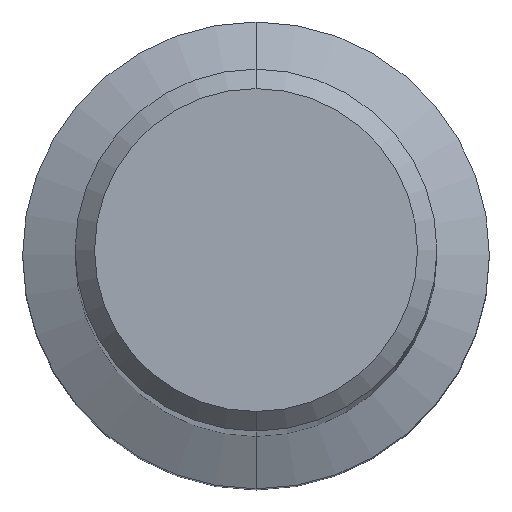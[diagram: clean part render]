
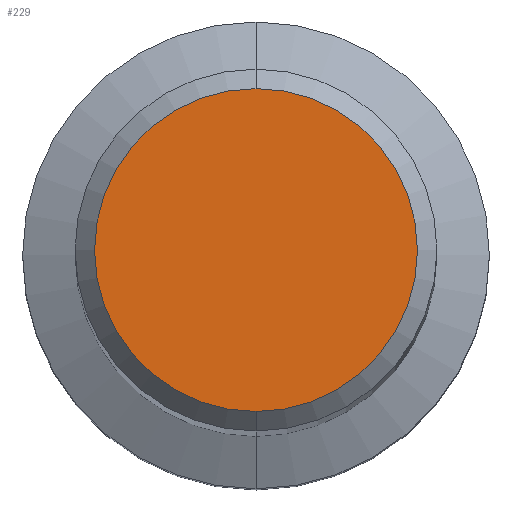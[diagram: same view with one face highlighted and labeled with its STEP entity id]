
A CAD part, top view. The second image highlights one B-rep face of the part: STEP entity #229.
In plain terms, the highlighted planar face has unit normal (0, 0, 1).
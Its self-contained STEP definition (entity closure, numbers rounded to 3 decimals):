
#229=ADVANCED_FACE('',(#587),#588,.T.);
#351=EDGE_CURVE('',#395,#381,#726,.T.);
#381=VERTEX_POINT('',#758);
#395=VERTEX_POINT('',#775);
#407=EDGE_CURVE('',#381,#395,#788,.T.);
#587=FACE_OUTER_BOUND('',#999,.T.);
#588=PLANE('',#1000);
#726=CIRCLE('',#1297,4.15);
#758=CARTESIAN_POINT('',(0.0,4.15,0.0));
#775=CARTESIAN_POINT('',(0.,-4.15,0.0));
#788=CIRCLE('',#1375,4.15);
#999=EDGE_LOOP('',(#1705,#1706));
#1000=AXIS2_PLACEMENT_3D('',#1707,#1708,#1709);
#1297=AXIS2_PLACEMENT_3D('',#1866,#1867,#1868);
#1375=AXIS2_PLACEMENT_3D('',#1933,#1934,#1935);
#1705=ORIENTED_EDGE('',*,*,#407,.F.);
#1706=ORIENTED_EDGE('',*,*,#351,.F.);
#1707=CARTESIAN_POINT('',(0.0,2.075,0.0));
#1708=DIRECTION('',(-0.0,0.0,1.0));
#1709=DIRECTION('',(0.0,-1.0,0.0));
#1866=CARTESIAN_POINT('',(0.0,0.0,0.0));
#1867=DIRECTION('',(0.0,0.0,-1.0));
#1868=DIRECTION('',(0.0,1.0,0.0));
#1933=CARTESIAN_POINT('',(0.0,0.0,0.0));
#1934=DIRECTION('',(0.0,0.0,-1.0));
#1935=DIRECTION('',(0.0,1.0,0.0));
